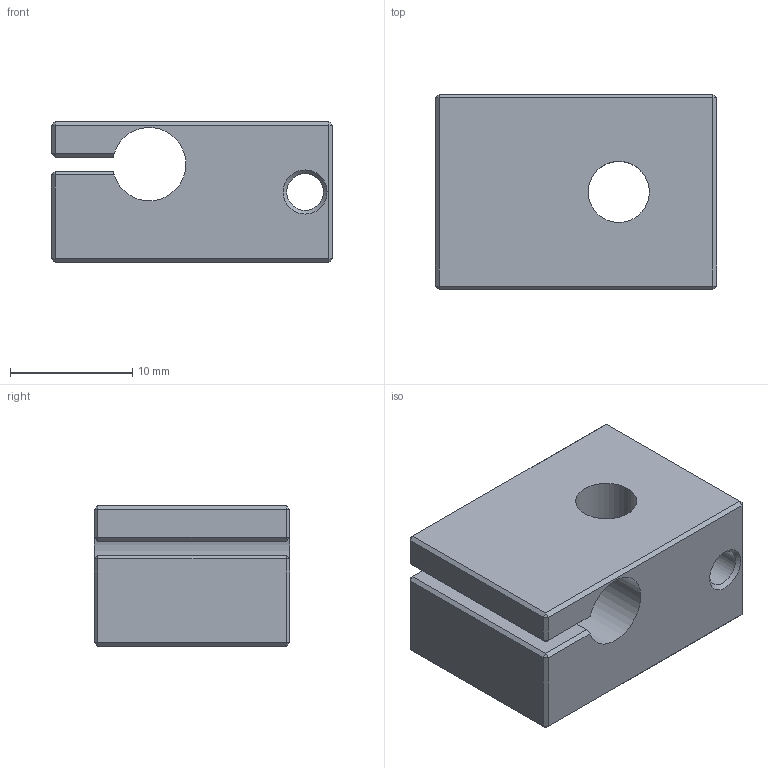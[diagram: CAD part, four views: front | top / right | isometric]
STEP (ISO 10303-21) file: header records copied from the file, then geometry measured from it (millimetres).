
FILE_DESCRIPTION(('FreeCAD Model'),'2;1');
FILE_NAME('Open CASCADE Shape Model','2024-06-17T21:11:59',(''),(''), 'Open CASCADE STEP processor 7.6','FreeCAD','Unknown');
FILE_SCHEMA(('AUTOMOTIVE_DESIGN { 1 0 10303 214 1 1 1 1 }'));
Length unit declared in the file: millimetre
Products named in the file (1): AluHeaterBlock_V8
Bounding box: 23 x 16 x 11.5 mm (x, y, z)
Volume: 3336.3 mm3; surface area: 2221.5 mm2
Topology: 1 solids, 1 shells, 46 faces, 94 edges, 50 vertices
Faces by surface type: plane 41, cylinder 3, cone 2
Full cylindrical faces by diameter (mm): 3 x1, 5 x1
Entity records: 1176 total; most frequent: DIRECTION 200, CARTESIAN_POINT 191, ORIENTED_EDGE 188, EDGE_CURVE 94, LINE 82, VECTOR 82, AXIS2_PLACEMENT_3D 59, FACE_BOUND 50
